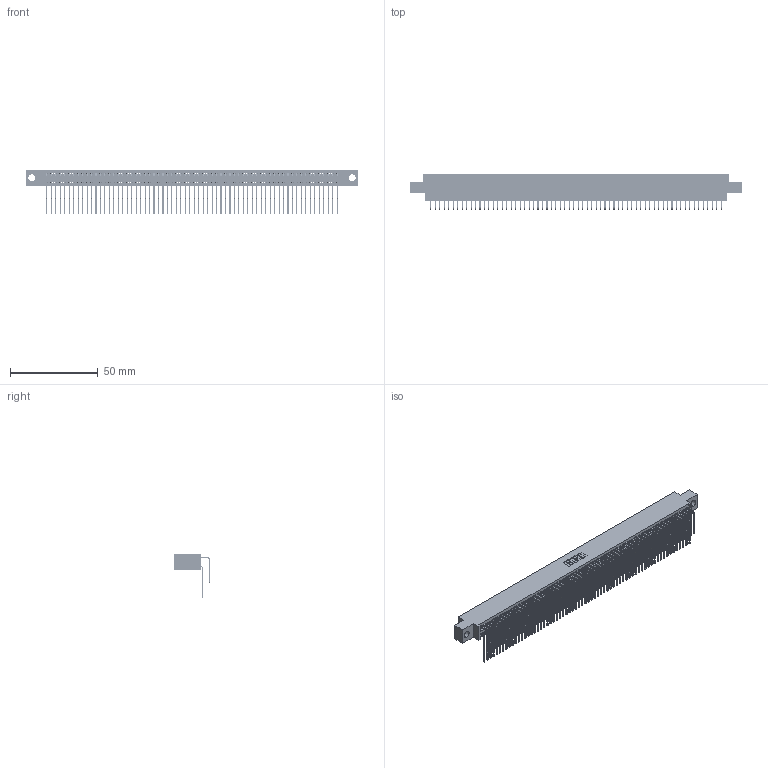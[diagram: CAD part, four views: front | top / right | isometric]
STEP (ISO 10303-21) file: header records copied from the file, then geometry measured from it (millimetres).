
FILE_DESCRIPTION (( 'STEP AP203' ), '1' );
FILE_NAME ('345-132-559-804.STEP', '2018-10-20T06:51:55', ( '' ), ( '' ), 'SwSTEP 2.0', 'SolidWorks 2016', '' );
FILE_SCHEMA (( 'CONFIG_CONTROL_DESIGN' ));
Length unit declared in the file: inch
Products named in the file (4): 345-292-001_559 Tail - 2; 345 Part_0.170 Offset - 0.156 Dia-TH; 345-292-001_558 559 Tail - 1; 345-132-559-804
Assembly tree (133 placements, depth 2):
  345-132-559-804
    345 Part_0.170 Offset - 0.156 Dia-TH
    345-292-001_558 559 Tail - 1  x66
    345-292-001_559 Tail - 2  x66
Bounding box: 188.85 x 20.56 x 25.53 mm (x, y, z)
Volume: 19128 mm3; surface area: 32278.6 mm2
Topology: 133 solids, 133 shells, 6994 faces, 20813 edges, 13698 vertices
Faces by surface type: plane 4704, cylinder 2290
Entity records: 50341 total; most frequent: CARTESIAN_POINT 8463, ORIENTED_EDGE 8346, DIRECTION 7405, EDGE_CURVE 4173, VECTOR 3737, LINE 3737, VERTEX_POINT 2778, AXIS2_PLACEMENT_3D 1834
